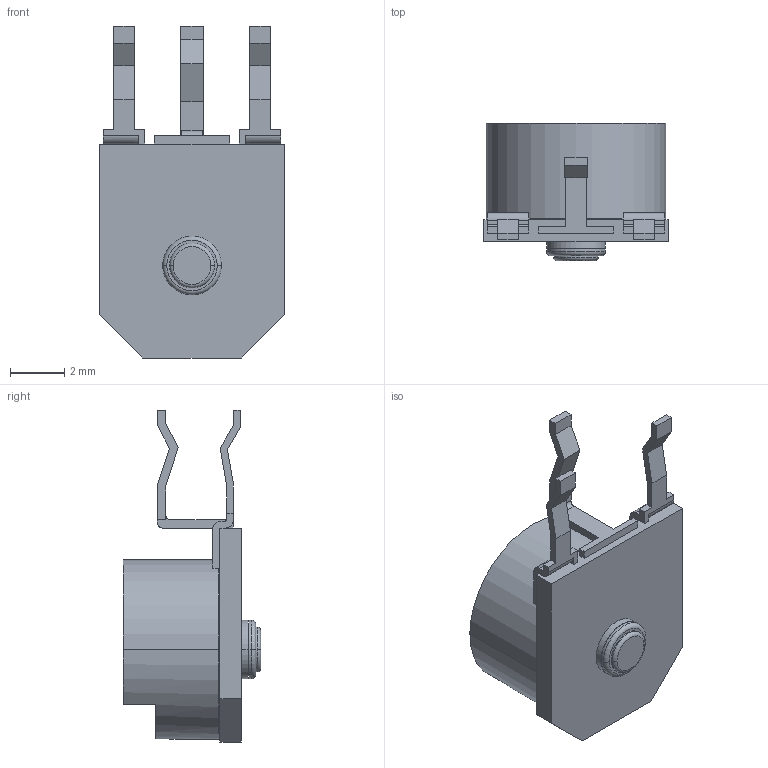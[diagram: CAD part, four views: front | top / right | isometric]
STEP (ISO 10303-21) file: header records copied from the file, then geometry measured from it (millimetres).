
FILE_DESCRIPTION((''),'2;1');
FILE_NAME('3306W','2013-08-05T',('maxm'),('Bourns, Inc.'),'PRO/ENGINEER BY PARAMETRIC TECHNOLOGY CORPORATION, 2012230','PRO/ENGINEER BY PARAMETRIC TECHNOLOGY CORPORATION, 2012230','');
FILE_SCHEMA(('CONFIG_CONTROL_DESIGN'));
Length unit declared in the file: inch
Products named in the file (1): 3306W
Bounding box: 6.81 x 5.05 x 12.22 mm (x, y, z)
Volume: 153.2 mm3; surface area: 371.1 mm2
Topology: 3 solids, 3 shells, 408 faces, 1155 edges, 764 vertices
Faces by surface type: plane 366, cylinder 34, torus 6, cone 2
Entity records: 13159 total; most frequent: CARTESIAN_POINT 2455, ORIENTED_EDGE 2310, DIRECTION 2045, EDGE_CURVE 1155, VECTOR 1053, LINE 1053, VERTEX_POINT 764, AXIS2_PLACEMENT_3D 496
